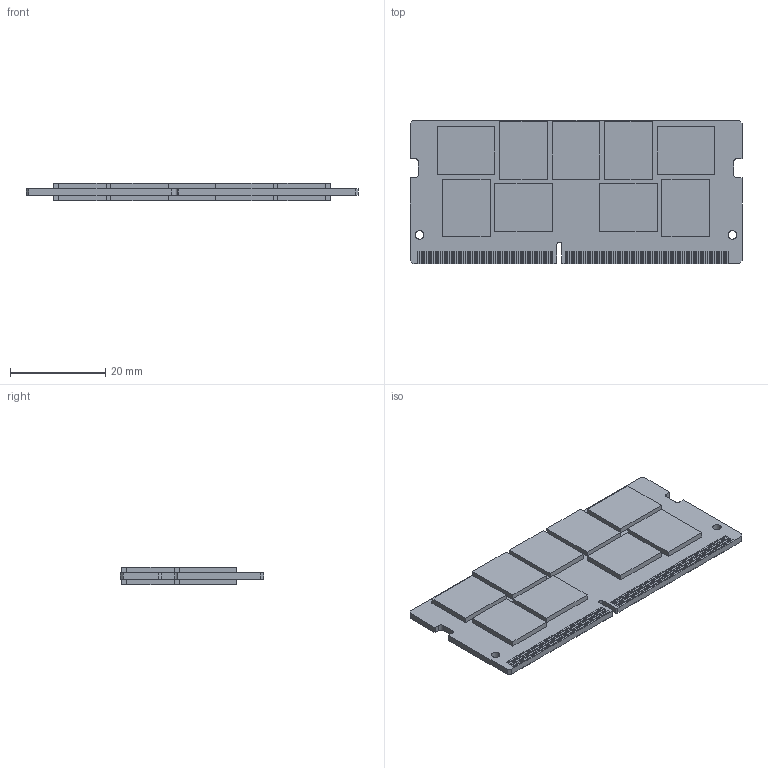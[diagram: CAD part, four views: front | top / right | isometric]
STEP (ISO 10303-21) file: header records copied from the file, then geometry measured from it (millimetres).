
FILE_DESCRIPTION (( 'STEP AP214' ), '1' );
FILE_NAME ('SODIMM DDR4 Module.STEP', '2019-03-31T12:56:23', ( '' ), ( '' ), 'SwSTEP 2.0', 'SolidWorks 2019', '' );
FILE_SCHEMA (( 'AUTOMOTIVE_DESIGN' ));
Length unit declared in the file: millimetre
Products named in the file (2): SODIMM DDR4 Module
Bounding box: 69.6 x 30 x 3.6 mm (x, y, z)
Volume: 5172.1 mm3; surface area: 5359.6 mm2
Topology: 1 solids, 1 shells, 1162 faces, 3426 edges, 2284 vertices
Faces by surface type: plane 1151, cylinder 11
Entity records: 50498 total; most frequent: CARTESIAN_POINT 6874, ORIENTED_EDGE 6852, DIRECTION 5776, EDGE_CURVE 3426, VECTOR 3404, LINE 3404, VERTEX_POINT 2284, AXIS2_PLACEMENT_3D 1186
